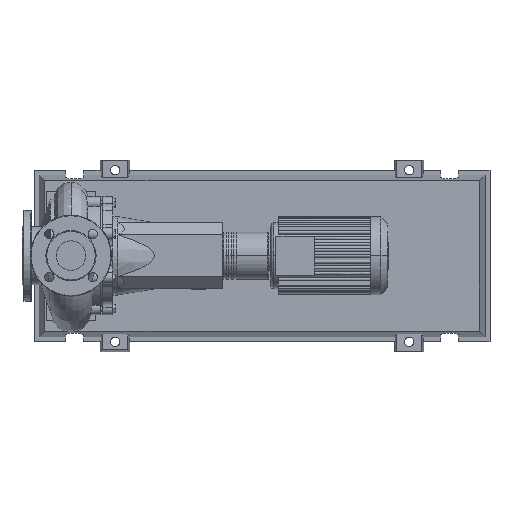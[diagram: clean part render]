
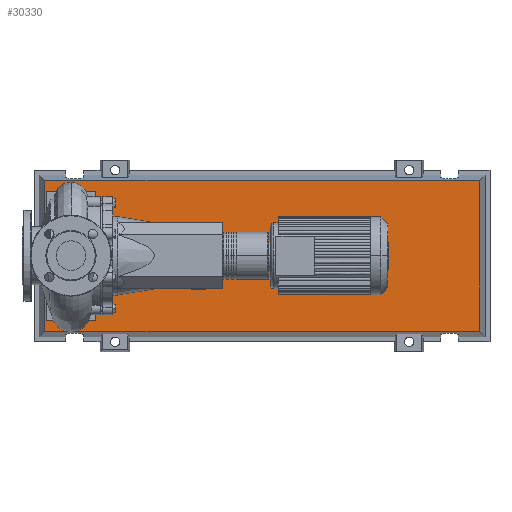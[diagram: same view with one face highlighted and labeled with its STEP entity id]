
A CAD part, top view. The second image highlights one B-rep face of the part: STEP entity #30330.
In plain terms, the highlighted planar face has unit normal (0, 0, 1).
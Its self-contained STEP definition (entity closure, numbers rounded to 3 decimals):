
#30011=CARTESIAN_POINT('',(833.292,-153.292,83.0));
#30012=VERTEX_POINT('',#30011);
#30019=CARTESIAN_POINT('',(-53.292,-153.292,83.0));
#30020=VERTEX_POINT('',#30019);
#30021=CARTESIAN_POINT('',(833.292,-153.292,83.0));
#30022=DIRECTION('',(-1.0,0.0,0.0));
#30023=VECTOR('',#30022,886.584);
#30024=LINE('',#30021,#30023);
#30025=EDGE_CURVE('',#30012,#30020,#30024,.T.);
#30243=CARTESIAN_POINT('',(833.292,153.292,83.0));
#30244=VERTEX_POINT('',#30243);
#30245=CARTESIAN_POINT('',(833.292,153.292,83.0));
#30246=DIRECTION('',(0.0,-1.0,0.0));
#30247=VECTOR('',#30246,306.584);
#30248=LINE('',#30245,#30247);
#30249=EDGE_CURVE('',#30244,#30012,#30248,.T.);
#30267=CARTESIAN_POINT('',(-53.292,153.292,83.0));
#30268=VERTEX_POINT('',#30267);
#30269=CARTESIAN_POINT('',(-53.292,-153.292,83.0));
#30270=DIRECTION('',(0.0,1.0,0.0));
#30271=VECTOR('',#30270,306.584);
#30272=LINE('',#30269,#30271);
#30273=EDGE_CURVE('',#30020,#30268,#30272,.T.);
#30306=CARTESIAN_POINT('',(-53.292,153.292,83.0));
#30307=DIRECTION('',(1.0,0.0,0.0));
#30308=VECTOR('',#30307,886.584);
#30309=LINE('',#30306,#30308);
#30310=EDGE_CURVE('',#30268,#30244,#30309,.T.);
#30319=CARTESIAN_POINT('',(390.,0.,83.0));
#30320=DIRECTION('',(0.0,0.0,1.0));
#30321=DIRECTION('',(1.0,0.0,0.0));
#30322=AXIS2_PLACEMENT_3D('',#30319,#30320,#30321);
#30323=PLANE('',#30322);
#30324=ORIENTED_EDGE('',*,*,#30249,.F.);
#30325=ORIENTED_EDGE('',*,*,#30310,.F.);
#30326=ORIENTED_EDGE('',*,*,#30273,.F.);
#30327=ORIENTED_EDGE('',*,*,#30025,.F.);
#30328=EDGE_LOOP('',(#30324,#30325,#30326,#30327));
#30329=FACE_OUTER_BOUND('',#30328,.T.);
#30330=ADVANCED_FACE('',(#30329),#30323,.T.);
